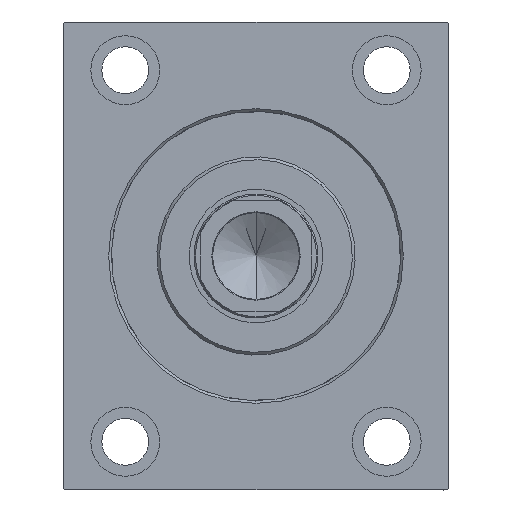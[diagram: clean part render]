
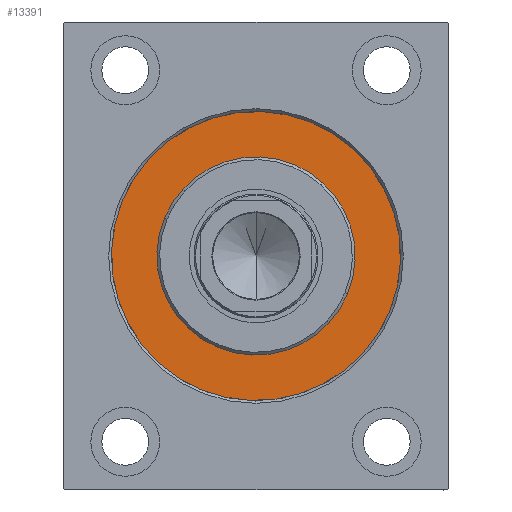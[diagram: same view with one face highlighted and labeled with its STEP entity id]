
A CAD part, left-side view. The second image highlights one B-rep face of the part: STEP entity #13391.
In plain terms, the highlighted face is planar.
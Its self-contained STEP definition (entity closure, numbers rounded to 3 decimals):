
#1056 = CARTESIAN_POINT ( 'NONE',  ( 0., 0., -52.5 ) ) ;
#3180 = CIRCLE ( 'NONE', #39122, 52.5 ) ;
#4118 = CARTESIAN_POINT ( 'NONE',  ( 0., 0., 36. ) ) ;
#4288 = DIRECTION ( 'NONE',  ( 0., 0., 1. ) ) ;
#4574 = EDGE_CURVE ( 'NONE', #26038, #16079, #28716, .T. ) ;
#5094 = CARTESIAN_POINT ( 'NONE',  ( 0., 0., 52.5 ) ) ;
#5720 = AXIS2_PLACEMENT_3D ( 'NONE', #41801, #11000, #24720 ) ;
#6759 = ORIENTED_EDGE ( 'NONE', *, *, #4574, .F. ) ;
#7843 = CARTESIAN_POINT ( 'NONE',  ( 0., 0., -36. ) ) ;
#9117 = FACE_BOUND ( 'NONE', #10857, .T. ) ;
#9794 = DIRECTION ( 'NONE',  ( 0., 0., -1. ) ) ;
#10203 = ORIENTED_EDGE ( 'NONE', *, *, #27897, .F. ) ;
#10857 = EDGE_LOOP ( 'NONE', ( #10203, #13976 ) ) ;
#11000 = DIRECTION ( 'NONE',  ( -1., 0., 0. ) ) ;
#11473 = DIRECTION ( 'NONE',  ( 0., 0., -1. ) ) ;
#12268 = FACE_OUTER_BOUND ( 'NONE', #43697, .T. ) ;
#13391 = ADVANCED_FACE ( 'NONE', ( #9117, #12268 ), #25994, .F. ) ;
#13976 = ORIENTED_EDGE ( 'NONE', *, *, #21642, .F. ) ;
#14147 = DIRECTION ( 'NONE',  ( 0., 0., 1. ) ) ;
#14420 = DIRECTION ( 'NONE',  ( -1., 0., 0. ) ) ;
#14853 = CARTESIAN_POINT ( 'NONE',  ( 0., 0., 0. ) ) ;
#16079 = VERTEX_POINT ( 'NONE', #1056 ) ;
#19798 = CARTESIAN_POINT ( 'NONE',  ( 0., 0., 0. ) ) ;
#20082 = CIRCLE ( 'NONE', #32265, 36. ) ;
#20241 = AXIS2_PLACEMENT_3D ( 'NONE', #14853, #27905, #11473 ) ;
#21642 = EDGE_CURVE ( 'NONE', #28356, #33645, #20082, .T. ) ;
#24720 = DIRECTION ( 'NONE',  ( 0., 0., 1. ) ) ;
#25283 = CIRCLE ( 'NONE', #20241, 36. ) ;
#25994 = PLANE ( 'NONE',  #42248 ) ;
#26038 = VERTEX_POINT ( 'NONE', #5094 ) ;
#26887 = DIRECTION ( 'NONE',  ( 1., 0., 0. ) ) ;
#27897 = EDGE_CURVE ( 'NONE', #33645, #28356, #25283, .T. ) ;
#27905 = DIRECTION ( 'NONE',  ( 1., 0., 0. ) ) ;
#28356 = VERTEX_POINT ( 'NONE', #7843 ) ;
#28716 = CIRCLE ( 'NONE', #5720, 52.5 ) ;
#31352 = CARTESIAN_POINT ( 'NONE',  ( 0., 0., 0. ) ) ;
#31423 = ORIENTED_EDGE ( 'NONE', *, *, #39950, .F. ) ;
#32265 = AXIS2_PLACEMENT_3D ( 'NONE', #31352, #26887, #9794 ) ;
#33501 = DIRECTION ( 'NONE',  ( -1., 0., 0. ) ) ;
#33645 = VERTEX_POINT ( 'NONE', #4118 ) ;
#39122 = AXIS2_PLACEMENT_3D ( 'NONE', #19798, #33501, #14147 ) ;
#39694 = CARTESIAN_POINT ( 'NONE',  ( 0., 0., 0. ) ) ;
#39950 = EDGE_CURVE ( 'NONE', #16079, #26038, #3180, .T. ) ;
#41801 = CARTESIAN_POINT ( 'NONE',  ( 0., 0., 0. ) ) ;
#42248 = AXIS2_PLACEMENT_3D ( 'NONE', #39694, #14420, #4288 ) ;
#43697 = EDGE_LOOP ( 'NONE', ( #31423, #6759 ) ) ;
